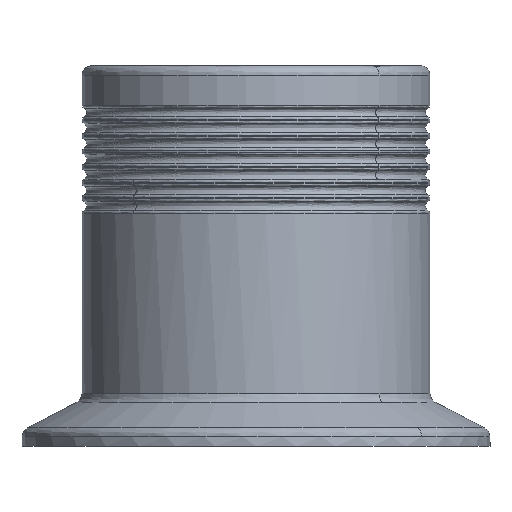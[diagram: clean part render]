
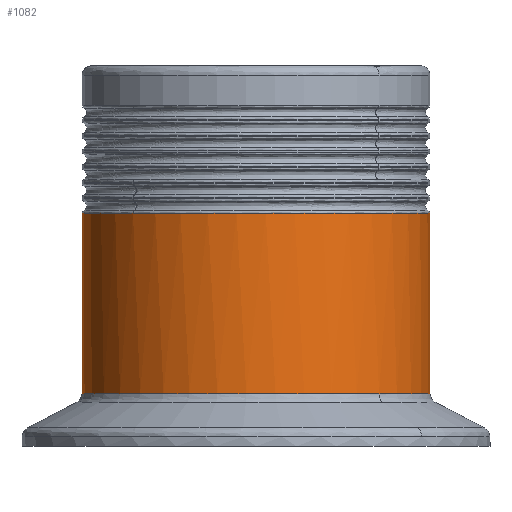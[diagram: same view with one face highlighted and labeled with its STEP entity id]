
A CAD part, front view. The second image highlights one B-rep face of the part: STEP entity #1082.
In plain terms, the highlighted cylindrical face has radius 14.161 mm (diameter 28.321 mm), a partial arc.
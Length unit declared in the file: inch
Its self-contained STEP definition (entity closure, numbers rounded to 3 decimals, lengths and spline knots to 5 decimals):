
#140 = CARTESIAN_POINT ( 'NONE',  ( 0., 0., 0.74709 ) ) ;
#157 = CARTESIAN_POINT ( 'NONE',  ( 0., 0., 0.74709 ) ) ;
#411 = ORIENTED_EDGE ( 'NONE', *, *, #1972, .T. ) ;
#531 = CARTESIAN_POINT ( 'NONE',  ( -0.39421, -0.39421, 0.74709 ) ) ;
#620 = DIRECTION ( 'NONE',  ( 1., 0., 0. ) ) ;
#694 = CARTESIAN_POINT ( 'NONE',  ( 0.5575, 0., 0.16898 ) ) ;
#719 = ORIENTED_EDGE ( 'NONE', *, *, #3209, .F. ) ;
#861 = VERTEX_POINT ( 'NONE', #1897 ) ;
#930 = AXIS2_PLACEMENT_3D ( 'NONE', #140, #1554, #2623 ) ;
#936 = CARTESIAN_POINT ( 'NONE',  ( -0.5575, 0., 0.16898 ) ) ;
#955 = VERTEX_POINT ( 'NONE', #3429 ) ;
#1030 = EDGE_CURVE ( 'NONE', #3691, #955, #2203, .T. ) ;
#1082 = ADVANCED_FACE ( 'NONE', ( #3547 ), #2827, .T. ) ;
#1188 = EDGE_CURVE ( 'NONE', #3143, #3691, #2664, .T. ) ;
#1212 = LINE ( 'NONE', #2039, #3977 ) ;
#1392 = DIRECTION ( 'NONE',  ( 0., 0., 1. ) ) ;
#1522 = VERTEX_POINT ( 'NONE', #531 ) ;
#1554 = DIRECTION ( 'NONE',  ( 0., 0., -1. ) ) ;
#1828 = DIRECTION ( 'NONE',  ( 0., 0., 1. ) ) ;
#1836 = ORIENTED_EDGE ( 'NONE', *, *, #2587, .T. ) ;
#1897 = CARTESIAN_POINT ( 'NONE',  ( -0.5575, 0., 0.74709 ) ) ;
#1972 = EDGE_CURVE ( 'NONE', #1522, #861, #3476, .T. ) ;
#2039 = CARTESIAN_POINT ( 'NONE',  ( -0.5575, 0., 0.685 ) ) ;
#2203 = LINE ( 'NONE', #2807, #2372 ) ;
#2245 = CARTESIAN_POINT ( 'NONE',  ( 0., 0., 0.16898 ) ) ;
#2285 = AXIS2_PLACEMENT_3D ( 'NONE', #2245, #3333, #2982 ) ;
#2372 = VECTOR ( 'NONE', #1828, 39.37008 ) ;
#2403 = ORIENTED_EDGE ( 'NONE', *, *, #1030, .T. ) ;
#2587 = EDGE_CURVE ( 'NONE', #4118, #3143, #3755, .T. ) ;
#2623 = DIRECTION ( 'NONE',  ( 1., 0., 0. ) ) ;
#2664 = CIRCLE ( 'NONE', #2285, 0.5575 ) ;
#2807 = CARTESIAN_POINT ( 'NONE',  ( 0.5575, 0., 0.685 ) ) ;
#2819 = CARTESIAN_POINT ( 'NONE',  ( 0., 0., 0.16898 ) ) ;
#2821 = ORIENTED_EDGE ( 'NONE', *, *, #2950, .T. ) ;
#2827 = CYLINDRICAL_SURFACE ( 'NONE', #4002, 0.5575 ) ;
#2950 = EDGE_CURVE ( 'NONE', #955, #1522, #3296, .T. ) ;
#2979 = DIRECTION ( 'NONE',  ( 0., 0., 1. ) ) ;
#2982 = DIRECTION ( 'NONE',  ( 1., 0., 0. ) ) ;
#3014 = DIRECTION ( 'NONE',  ( 1., 0., 0. ) ) ;
#3095 = DIRECTION ( 'NONE',  ( 0., 0., 1. ) ) ;
#3143 = VERTEX_POINT ( 'NONE', #3186 ) ;
#3186 = CARTESIAN_POINT ( 'NONE',  ( 0.39421, -0.39421, 0.16898 ) ) ;
#3209 = EDGE_CURVE ( 'NONE', #4118, #861, #1212, .T. ) ;
#3296 = CIRCLE ( 'NONE', #930, 0.5575 ) ;
#3333 = DIRECTION ( 'NONE',  ( 0., 0., 1. ) ) ;
#3429 = CARTESIAN_POINT ( 'NONE',  ( 0.5575, 0., 0.74709 ) ) ;
#3476 = CIRCLE ( 'NONE', #4328, 0.5575 ) ;
#3547 = FACE_OUTER_BOUND ( 'NONE', #4396, .T. ) ;
#3617 = CARTESIAN_POINT ( 'NONE',  ( 0., 0., 0.685 ) ) ;
#3691 = VERTEX_POINT ( 'NONE', #694 ) ;
#3755 = CIRCLE ( 'NONE', #4119, 0.5575 ) ;
#3977 = VECTOR ( 'NONE', #2979, 39.37008 ) ;
#4002 = AXIS2_PLACEMENT_3D ( 'NONE', #3617, #1392, #4249 ) ;
#4118 = VERTEX_POINT ( 'NONE', #936 ) ;
#4119 = AXIS2_PLACEMENT_3D ( 'NONE', #2819, #3095, #620 ) ;
#4232 = ORIENTED_EDGE ( 'NONE', *, *, #1188, .T. ) ;
#4249 = DIRECTION ( 'NONE',  ( 1., 0., 0. ) ) ;
#4328 = AXIS2_PLACEMENT_3D ( 'NONE', #157, #4409, #3014 ) ;
#4396 = EDGE_LOOP ( 'NONE', ( #719, #1836, #4232, #2403, #2821, #411 ) ) ;
#4409 = DIRECTION ( 'NONE',  ( 0., 0., -1. ) ) ;
